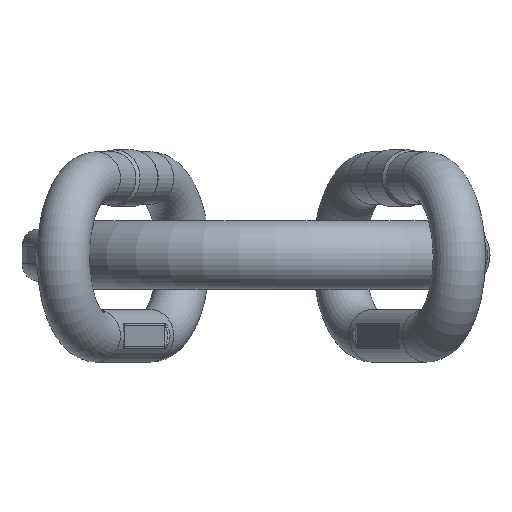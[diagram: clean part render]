
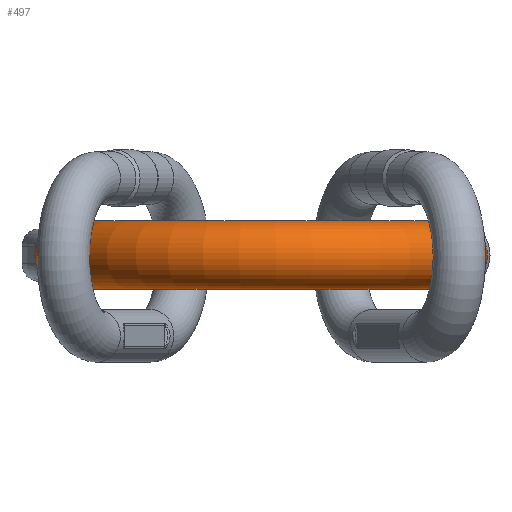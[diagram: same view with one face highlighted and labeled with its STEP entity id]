
A CAD part, front view. The second image highlights one B-rep face of the part: STEP entity #497.
In plain terms, the highlighted toroidal (fillet/blend) face has major radius 36.5 mm and minor radius 6.5 mm.
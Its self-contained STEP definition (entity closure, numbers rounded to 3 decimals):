
#432=TOROIDAL_SURFACE('',#4891,36.5,6.5);
#497=ADVANCED_FACE('',(#1368,#1369),#432,.T.);
#913=CIRCLE('',#4881,6.5);
#914=CIRCLE('',#4885,6.5);
#1368=FACE_BOUND('',#1464,.T.);
#1369=FACE_BOUND('',#1465,.T.);
#1464=EDGE_LOOP('',(#1885));
#1465=EDGE_LOOP('',(#1886));
#1885=ORIENTED_EDGE('',*,*,#3632,.T.);
#1886=ORIENTED_EDGE('',*,*,#3649,.F.);
#3198=VERTEX_POINT('',#6354);
#3215=VERTEX_POINT('',#6551);
#3632=EDGE_CURVE('',#3198,#3198,#913,.T.);
#3649=EDGE_CURVE('',#3215,#3215,#914,.T.);
#4881=AXIS2_PLACEMENT_3D('',#6353,#5196,#5197);
#4885=AXIS2_PLACEMENT_3D('',#6550,#5208,#5209);
#4891=AXIS2_PLACEMENT_3D('',#6560,#5220,#5221);
#5196=DIRECTION('',(0.,-1.,0.));
#5197=DIRECTION('',(1.,0.,0.));
#5208=DIRECTION('',(0.,1.,0.));
#5209=DIRECTION('',(-1.,0.,0.));
#5220=DIRECTION('',(0.,0.,1.));
#5221=DIRECTION('',(1.,0.,0.));
#6353=CARTESIAN_POINT('',(-36.5,-25.,0.));
#6354=CARTESIAN_POINT('',(-30.,-25.,0.));
#6550=CARTESIAN_POINT('',(36.5,-25.,0.));
#6551=CARTESIAN_POINT('',(30.,-25.,0.));
#6560=CARTESIAN_POINT('',(0.,-25.,0.));
